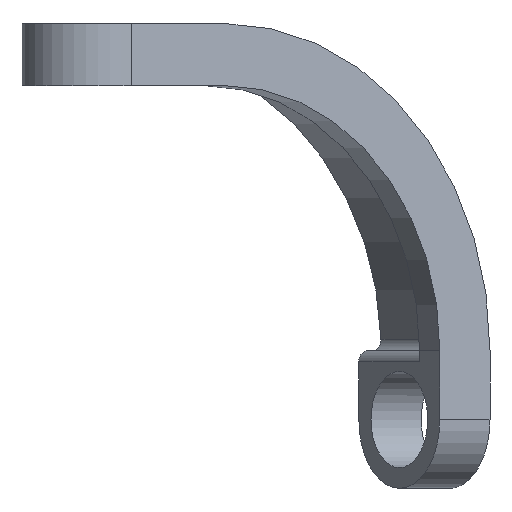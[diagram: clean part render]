
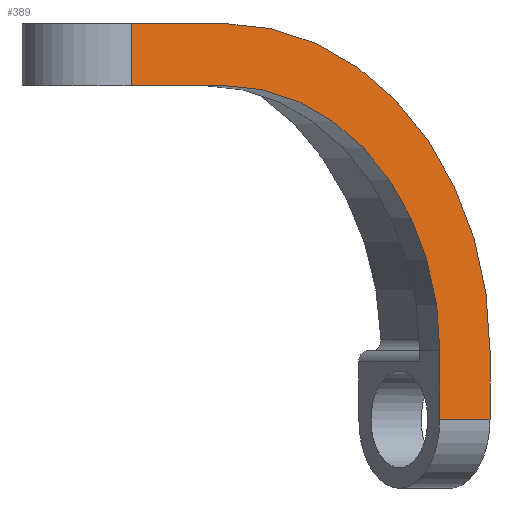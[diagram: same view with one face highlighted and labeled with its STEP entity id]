
A CAD part, top view. The second image highlights one B-rep face of the part: STEP entity #389.
In plain terms, the highlighted planar face has unit normal (0.588, 0, 0.809).
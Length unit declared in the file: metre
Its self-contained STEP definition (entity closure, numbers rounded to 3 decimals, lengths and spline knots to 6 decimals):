
#19=PLANE('',#435);
#31=CIRCLE('',#430,0.0237);
#34=CIRCLE('',#436,0.0192);
#96=ORIENTED_EDGE('',*,*,#192,.T.);
#97=ORIENTED_EDGE('',*,*,#154,.T.);
#98=ORIENTED_EDGE('',*,*,#198,.T.);
#99=ORIENTED_EDGE('',*,*,#199,.F.);
#100=ORIENTED_EDGE('',*,*,#181,.F.);
#101=ORIENTED_EDGE('',*,*,#158,.T.);
#102=ORIENTED_EDGE('',*,*,#184,.F.);
#103=ORIENTED_EDGE('',*,*,#189,.T.);
#154=EDGE_CURVE('',#209,#210,#247,.F.);
#158=EDGE_CURVE('',#213,#214,#249,.T.);
#181=EDGE_CURVE('',#213,#235,#267,.T.);
#184=EDGE_CURVE('',#237,#214,#269,.T.);
#189=EDGE_CURVE('',#237,#240,#31,.T.);
#192=EDGE_CURVE('',#240,#209,#274,.T.);
#198=EDGE_CURVE('',#210,#246,#279,.T.);
#199=EDGE_CURVE('',#235,#246,#34,.T.);
#209=VERTEX_POINT('',#579);
#210=VERTEX_POINT('',#580);
#213=VERTEX_POINT('',#588);
#214=VERTEX_POINT('',#589);
#235=VERTEX_POINT('',#638);
#237=VERTEX_POINT('',#644);
#240=VERTEX_POINT('',#652);
#246=VERTEX_POINT('',#669);
#247=LINE('',#578,#280);
#249=LINE('',#587,#282);
#267=LINE('',#637,#300);
#269=LINE('',#643,#302);
#274=LINE('',#658,#307);
#279=LINE('',#670,#312);
#280=VECTOR('',#459,1.);
#282=VECTOR('',#467,1.);
#300=VECTOR('',#505,1.);
#302=VECTOR('',#511,1.);
#307=VECTOR('',#526,1.);
#312=VECTOR('',#535,1.);
#328=EDGE_LOOP('',(#96,#97,#98,#99,#100,#101,#102,#103));
#355=FACE_BOUND('',#328,.T.);
#389=ADVANCED_FACE('',(#355),#19,.T.);
#430=AXIS2_PLACEMENT_3D('',#653,#519,#520);
#435=AXIS2_PLACEMENT_3D('',#671,#536,#537);
#436=AXIS2_PLACEMENT_3D('',#672,#538,#539);
#459=DIRECTION('',(0.,1.,0.));
#467=DIRECTION('',(0.809,0.,-0.588));
#505=DIRECTION('',(0.,1.,0.));
#511=DIRECTION('',(0.,-1.,0.));
#519=DIRECTION('',(0.588,0.,0.809));
#520=DIRECTION('',(0.809,0.,-0.588));
#526=DIRECTION('',(-0.809,0.,0.588));
#535=DIRECTION('',(0.809,0.,-0.588));
#536=DIRECTION('',(0.588,0.,0.809));
#537=DIRECTION('',(0.809,0.,-0.588));
#538=DIRECTION('',(0.588,0.,0.809));
#539=DIRECTION('',(0.809,0.,-0.588));
#578=CARTESIAN_POINT('',(0.002939,0.0287,0.083841));
#579=CARTESIAN_POINT('',(0.002939,0.0287,0.083841));
#580=CARTESIAN_POINT('',(0.002939,0.0242,0.083841));
#587=CARTESIAN_POINT('',(0.013934,0.,0.075853));
#588=CARTESIAN_POINT('',(0.025334,0.,0.06757));
#589=CARTESIAN_POINT('',(0.028975,0.,0.064925));
#637=CARTESIAN_POINT('',(0.025334,0.,0.06757));
#638=CARTESIAN_POINT('',(0.025334,0.005,0.06757));
#643=CARTESIAN_POINT('',(0.028975,0.,0.064925));
#644=CARTESIAN_POINT('',(0.028975,0.005,0.064925));
#652=CARTESIAN_POINT('',(0.009801,0.0287,0.078856));
#653=CARTESIAN_POINT('',(0.009801,0.005,0.078856));
#658=CARTESIAN_POINT('',(0.008393,0.0287,0.079879));
#669=CARTESIAN_POINT('',(0.009801,0.0242,0.078856));
#670=CARTESIAN_POINT('',(0.002939,0.0242,0.083841));
#671=CARTESIAN_POINT('',(0.013934,0.01185,0.075853));
#672=CARTESIAN_POINT('',(0.009801,0.005,0.078856));
